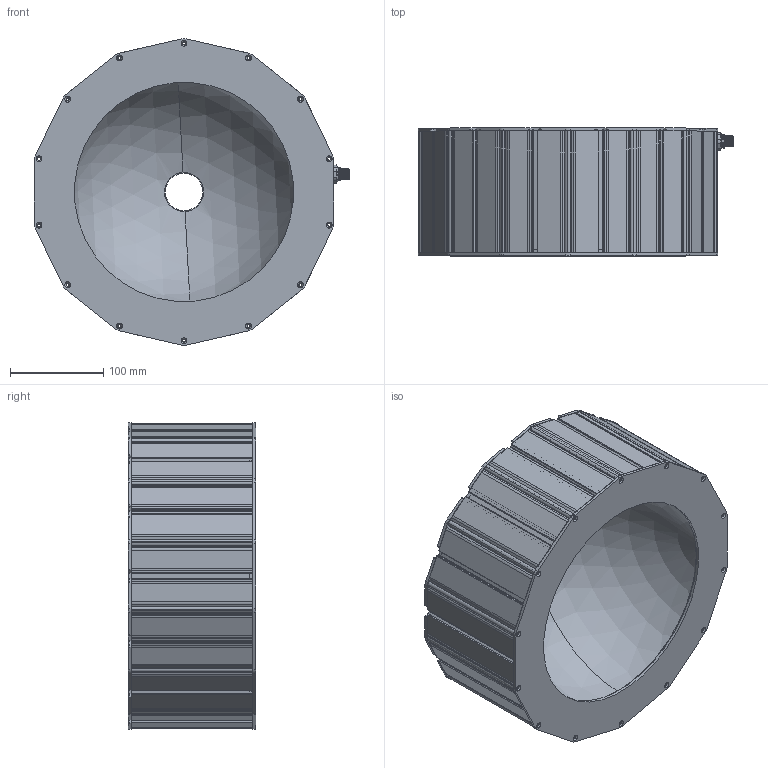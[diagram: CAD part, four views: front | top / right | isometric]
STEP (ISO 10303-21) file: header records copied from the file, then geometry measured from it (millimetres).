
FILE_DESCRIPTION (( 'STEP AP214' ), '1' );
FILE_NAME ('DDL 250.STEP', '2015-09-11T18:00:33', ( '' ), ( '' ), 'SwSTEP 2.0', 'SolidWorks 2015', '' );
FILE_SCHEMA (( 'AUTOMOTIVE_DESIGN' ));
Length unit declared in the file: inch
Products named in the file (20): PCB-00549-01_10"; DDL-250-GSKT_10"; DDL-250-RR; M12 Nut; ASM-00544-03; M12_Male; S4B-XH-SM4-TB_4 pin; PCB-00544-03; DDL_250_Plate_240mm Hole; DDL_250_Plate_30mm Hole; EXT-DDL ASM; EXT-DDL-150_130.5 "DDL 250"; EXT-DDL-150_130.5 Driver "DDL 250"; DDL-Dome_10 inch; DDL 250; SMT-00552-01_10"; MirrorXHPx-route_4 POSITION; XHPx-route_4 POSITION; LED Board ASM; Duris P5
Assembly tree (54 placements, depth 4):
  DDL 250
    DDL-Dome_10 inch
    EXT-DDL ASM
      EXT-DDL-150_130.5 Driver "DDL 250"
      EXT-DDL-150_130.5 "DDL 250"  x13
    DDL_250_Plate_30mm Hole
    DDL_250_Plate_240mm Hole
    ASM-00544-03
      PCB-00544-03
      S4B-XH-SM4-TB_4 pin
      M12_Male
    M12 Nut
    DDL-250-RR
    DDL-250-GSKT_10"
    LED Board ASM
      SMT-00552-01_10"  x3
        PCB-00549-01_10"
        S4B-XH-SM4-TB_4 pin
        Duris P5
        XHPx-route_4 POSITION
        MirrorXHPx-route_4 POSITION
Bounding box: 338.05 x 136.85 x 328.71 mm (x, y, z)
Volume: 904942.1 mm3; surface area: 962523.5 mm2
Topology: 98 solids, 99 shells, 5158 faces, 13857 edges, 9128 vertices
Faces by surface type: plane 3257, cylinder 1467, torus 130, sphere 124, cone 98, bspline 82
Entity records: 84340 total; most frequent: CARTESIAN_POINT 31309, ORIENTED_EDGE 10102, DIRECTION 10090, EDGE_CURVE 5051, AXIS2_PLACEMENT_3D 3580, VERTEX_POINT 3325, VECTOR 2930, LINE 2930
